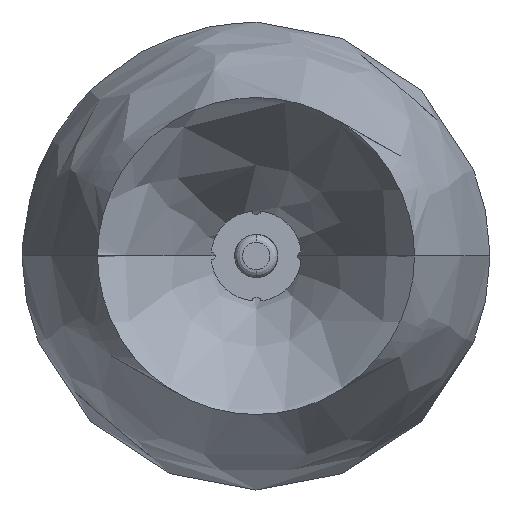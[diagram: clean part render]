
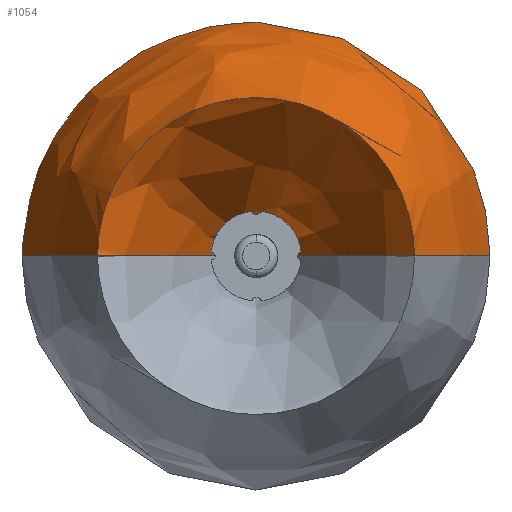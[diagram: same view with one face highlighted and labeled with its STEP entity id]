
A CAD part, front view. The second image highlights one B-rep face of the part: STEP entity #1054.
In plain terms, the highlighted free-form (B-spline) face has degree [2, 3] with [5, 12] control points.
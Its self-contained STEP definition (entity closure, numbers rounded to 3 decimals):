
#1054=ADVANCED_FACE('',(#1550),#7996,.T.);
#1550=FACE_OUTER_BOUND('',#2046,.T.);
#2046=EDGE_LOOP('',(#2587,#2588,#2589,#2590));
#2587=ORIENTED_EDGE('',*,*,#5224,.T.);
#2588=ORIENTED_EDGE('',*,*,#5225,.T.);
#2589=ORIENTED_EDGE('',*,*,#5223,.F.);
#2590=ORIENTED_EDGE('',*,*,#5222,.T.);
#5222=EDGE_CURVE('',#7141,#7142,#6618,.T.);
#5223=EDGE_CURVE('',#7141,#7140,#6619,.T.);
#5224=EDGE_CURVE('',#7142,#7143,#6620,.T.);
#5225=EDGE_CURVE('',#7143,#7140,#6621,.T.);
#6618=(
BOUNDED_CURVE()
B_SPLINE_CURVE(2,(#9318,#9319,#9320,#9321,#9322),.UNSPECIFIED.,.F.,.F.)
B_SPLINE_CURVE_WITH_KNOTS((3,2,3),(0.,85.77,171.54),
 .UNSPECIFIED.)
CURVE()
GEOMETRIC_REPRESENTATION_ITEM()
RATIONAL_B_SPLINE_CURVE((1.,0.707,1.,0.707,1.))
REPRESENTATION_ITEM('')
);
#6619=(
BOUNDED_CURVE()
B_SPLINE_CURVE(3,(#9323,#9324,#9325,#9326,#9327,#9328,#9329,#9330,#9331,
#9332,#9333,#9334),.UNSPECIFIED.,.F.,.F.)
B_SPLINE_CURVE_WITH_KNOTS((4,1,3,3,1,4),(0.,57.119,120.891,
126.041,235.807,342.029),.UNSPECIFIED.)
CURVE()
GEOMETRIC_REPRESENTATION_ITEM()
RATIONAL_B_SPLINE_CURVE((1.,1.,1.,1.,1.,0.914,0.914,
1.,1.,1.,1.,1.))
REPRESENTATION_ITEM('')
);
#6620=(
BOUNDED_CURVE()
B_SPLINE_CURVE(3,(#9335,#9336,#9337,#9338,#9339,#9340,#9341,#9342,#9343,
#9344,#9345,#9346),.UNSPECIFIED.,.F.,.F.)
B_SPLINE_CURVE_WITH_KNOTS((4,1,3,3,1,4),(0.,57.119,120.891,
126.041,235.807,342.029),.UNSPECIFIED.)
CURVE()
GEOMETRIC_REPRESENTATION_ITEM()
RATIONAL_B_SPLINE_CURVE((1.,1.,1.,1.,1.,0.914,0.914,
1.,1.,1.,1.,1.))
REPRESENTATION_ITEM('')
);
#6621=(
BOUNDED_CURVE()
B_SPLINE_CURVE(2,(#9347,#9348,#9349,#9350,#9351),.UNSPECIFIED.,.F.,.F.)
B_SPLINE_CURVE_WITH_KNOTS((3,2,3),(-171.54,-85.77,0.),
 .UNSPECIFIED.)
CURVE()
GEOMETRIC_REPRESENTATION_ITEM()
RATIONAL_B_SPLINE_CURVE((1.,0.707,1.,0.707,1.))
REPRESENTATION_ITEM('')
);
#7140=VERTEX_POINT('',#9309);
#7141=VERTEX_POINT('',#9310);
#7142=VERTEX_POINT('',#9311);
#7143=VERTEX_POINT('',#9312);
#7996=(
BOUNDED_SURFACE()
B_SPLINE_SURFACE(2,3,((#9189,#9190,#9191,#9192,#9193,#9194,#9195,#9196,
#9197,#9198,#9199,#9200),(#9201,#9202,#9203,#9204,#9205,#9206,#9207,#9208,
#9209,#9210,#9211,#9212),(#9213,#9214,#9215,#9216,#9217,#9218,#9219,#9220,
#9221,#9222,#9223,#9224),(#9225,#9226,#9227,#9228,#9229,#9230,#9231,#9232,
#9233,#9234,#9235,#9236),(#9237,#9238,#9239,#9240,#9241,#9242,#9243,#9244,
#9245,#9246,#9247,#9248)),.UNSPECIFIED.,.F.,.F.,.F.)
B_SPLINE_SURFACE_WITH_KNOTS((3,2,3),(4,1,3,3,1,4),(0.,85.77,171.54),
(0.,57.119,120.891,126.041,235.807,342.029),
 .UNSPECIFIED.)
GEOMETRIC_REPRESENTATION_ITEM()
RATIONAL_B_SPLINE_SURFACE(((1.,1.,1.,1.,1.,0.914,0.914,
1.,1.,1.,1.,1.),(0.707,0.707,0.707,
0.707,0.707,0.646,0.646,
0.707,0.707,0.707,0.707,
0.707),(1.,1.,1.,1.,1.,0.914,0.914,
1.,1.,1.,1.,1.),(0.707,0.707,0.707,
0.707,0.707,0.646,0.646,
0.707,0.707,0.707,0.707,
0.707),(1.,1.,1.,1.,1.,0.914,0.914,
1.,1.,1.,1.,1.)))
REPRESENTATION_ITEM('')
SURFACE()
);
#9189=CARTESIAN_POINT('',(-80.954,0.,0.));
#9190=CARTESIAN_POINT('',(-89.823,16.848,0.));
#9191=CARTESIAN_POINT('',(-105.995,53.936,0.));
#9192=CARTESIAN_POINT('',(-115.993,93.211,0.));
#9193=CARTESIAN_POINT('',(-119.536,114.175,0.));
#9194=CARTESIAN_POINT('',(-119.835,115.947,0.));
#9195=CARTESIAN_POINT('',(-119.223,117.637,0.));
#9196=CARTESIAN_POINT('',(-117.858,118.806,0.));
#9197=CARTESIAN_POINT('',(-90.053,142.616,0.));
#9198=CARTESIAN_POINT('',(-41.801,198.036,0.));
#9199=CARTESIAN_POINT('',(-14.695,266.18,0.));
#9200=CARTESIAN_POINT('',(-6.377,300.597,0.));
#9201=CARTESIAN_POINT('',(-80.954,0.,80.954));
#9202=CARTESIAN_POINT('',(-89.823,16.848,89.823));
#9203=CARTESIAN_POINT('',(-105.995,53.936,105.995));
#9204=CARTESIAN_POINT('',(-115.993,93.211,115.993));
#9205=CARTESIAN_POINT('',(-119.536,114.175,119.536));
#9206=CARTESIAN_POINT('',(-119.835,115.947,119.835));
#9207=CARTESIAN_POINT('',(-119.223,117.637,119.223));
#9208=CARTESIAN_POINT('',(-117.858,118.806,117.858));
#9209=CARTESIAN_POINT('',(-90.053,142.616,90.053));
#9210=CARTESIAN_POINT('',(-41.801,198.036,41.801));
#9211=CARTESIAN_POINT('',(-14.695,266.18,14.695));
#9212=CARTESIAN_POINT('',(-6.377,300.597,6.377));
#9213=CARTESIAN_POINT('',(0.,0.,80.954));
#9214=CARTESIAN_POINT('',(0.,16.848,89.823));
#9215=CARTESIAN_POINT('',(0.,53.936,105.995));
#9216=CARTESIAN_POINT('',(0.,93.211,115.993));
#9217=CARTESIAN_POINT('',(0.,114.175,119.536));
#9218=CARTESIAN_POINT('',(0.,115.947,119.835));
#9219=CARTESIAN_POINT('',(0.,117.637,119.223));
#9220=CARTESIAN_POINT('',(0.,118.806,117.858));
#9221=CARTESIAN_POINT('',(0.,142.616,90.053));
#9222=CARTESIAN_POINT('',(0.,198.036,41.801));
#9223=CARTESIAN_POINT('',(0.,266.18,14.695));
#9224=CARTESIAN_POINT('',(0.,300.597,6.377));
#9225=CARTESIAN_POINT('',(80.954,0.,80.954));
#9226=CARTESIAN_POINT('',(89.823,16.848,89.823));
#9227=CARTESIAN_POINT('',(105.995,53.936,105.995));
#9228=CARTESIAN_POINT('',(115.993,93.211,115.993));
#9229=CARTESIAN_POINT('',(119.536,114.175,119.536));
#9230=CARTESIAN_POINT('',(119.835,115.947,119.835));
#9231=CARTESIAN_POINT('',(119.223,117.637,119.223));
#9232=CARTESIAN_POINT('',(117.858,118.806,117.858));
#9233=CARTESIAN_POINT('',(90.053,142.616,90.053));
#9234=CARTESIAN_POINT('',(41.801,198.036,41.801));
#9235=CARTESIAN_POINT('',(14.695,266.18,14.695));
#9236=CARTESIAN_POINT('',(6.377,300.597,6.377));
#9237=CARTESIAN_POINT('',(80.954,0.,0.));
#9238=CARTESIAN_POINT('',(89.823,16.848,0.));
#9239=CARTESIAN_POINT('',(105.995,53.936,0.));
#9240=CARTESIAN_POINT('',(115.993,93.211,0.));
#9241=CARTESIAN_POINT('',(119.536,114.175,0.));
#9242=CARTESIAN_POINT('',(119.835,115.947,0.));
#9243=CARTESIAN_POINT('',(119.223,117.637,0.));
#9244=CARTESIAN_POINT('',(117.858,118.806,0.));
#9245=CARTESIAN_POINT('',(90.053,142.616,0.));
#9246=CARTESIAN_POINT('',(41.801,198.036,0.));
#9247=CARTESIAN_POINT('',(14.695,266.18,0.));
#9248=CARTESIAN_POINT('',(6.377,300.597,0.));
#9309=CARTESIAN_POINT('',(-6.377,300.597,0.));
#9310=CARTESIAN_POINT('',(-80.954,0.,0.));
#9311=CARTESIAN_POINT('',(80.954,0.,0.));
#9312=CARTESIAN_POINT('',(6.377,300.597,0.));
#9318=CARTESIAN_POINT('',(-80.954,0.,0.));
#9319=CARTESIAN_POINT('',(-80.954,0.,80.954));
#9320=CARTESIAN_POINT('',(0.,0.,80.954));
#9321=CARTESIAN_POINT('',(80.954,0.,80.954));
#9322=CARTESIAN_POINT('',(80.954,0.,0.));
#9323=CARTESIAN_POINT('',(-80.954,0.,0.));
#9324=CARTESIAN_POINT('',(-89.823,16.848,0.));
#9325=CARTESIAN_POINT('',(-105.995,53.936,0.));
#9326=CARTESIAN_POINT('',(-115.993,93.211,0.));
#9327=CARTESIAN_POINT('',(-119.536,114.175,0.));
#9328=CARTESIAN_POINT('',(-119.835,115.947,0.));
#9329=CARTESIAN_POINT('',(-119.223,117.637,0.));
#9330=CARTESIAN_POINT('',(-117.858,118.806,0.));
#9331=CARTESIAN_POINT('',(-90.053,142.616,0.));
#9332=CARTESIAN_POINT('',(-41.801,198.036,0.));
#9333=CARTESIAN_POINT('',(-14.695,266.18,0.));
#9334=CARTESIAN_POINT('',(-6.377,300.597,0.));
#9335=CARTESIAN_POINT('',(80.954,0.,0.));
#9336=CARTESIAN_POINT('',(89.823,16.848,0.));
#9337=CARTESIAN_POINT('',(105.995,53.936,0.));
#9338=CARTESIAN_POINT('',(115.993,93.211,0.));
#9339=CARTESIAN_POINT('',(119.536,114.175,0.));
#9340=CARTESIAN_POINT('',(119.835,115.947,0.));
#9341=CARTESIAN_POINT('',(119.223,117.637,0.));
#9342=CARTESIAN_POINT('',(117.858,118.806,0.));
#9343=CARTESIAN_POINT('',(90.053,142.616,0.));
#9344=CARTESIAN_POINT('',(41.801,198.036,0.));
#9345=CARTESIAN_POINT('',(14.695,266.18,0.));
#9346=CARTESIAN_POINT('',(6.377,300.597,0.));
#9347=CARTESIAN_POINT('',(6.377,300.597,0.));
#9348=CARTESIAN_POINT('',(6.377,300.597,6.377));
#9349=CARTESIAN_POINT('',(0.,300.597,6.377));
#9350=CARTESIAN_POINT('',(-6.377,300.597,6.377));
#9351=CARTESIAN_POINT('',(-6.377,300.597,0.));
